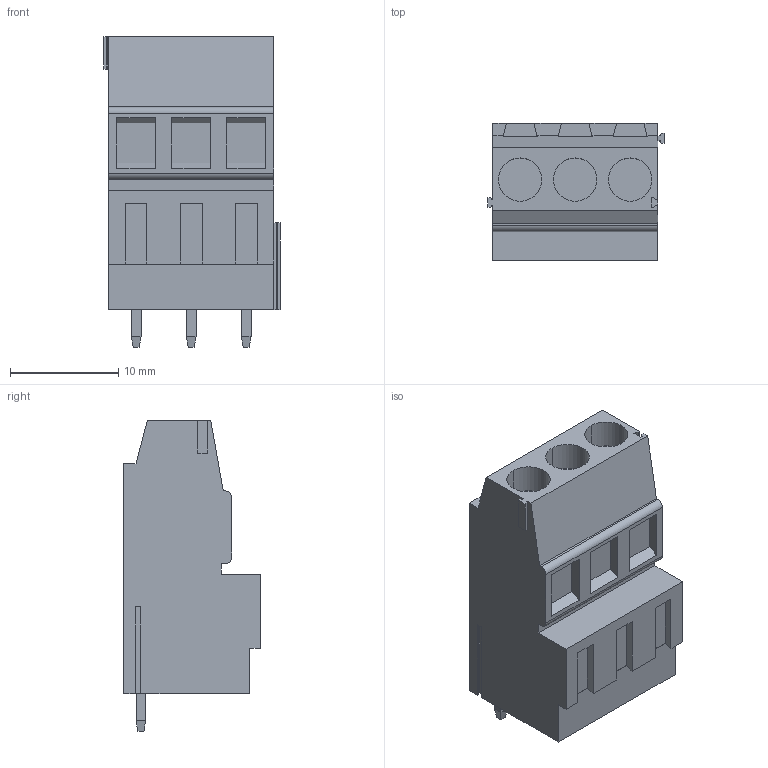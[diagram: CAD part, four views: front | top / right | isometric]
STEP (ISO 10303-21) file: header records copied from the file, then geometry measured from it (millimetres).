
FILE_DESCRIPTION(('CATIA V5 STEP Exchange','CAx-IF Rec.Pracs.--- Model Styling and Organization---1.2---2011-12-15'),'2;1');
FILE_NAME ('D1455680_0_1766310000_1766310000.stp','2018-09-10T15:17:19+00:00',('none'),('Weidmueller'),'CATIA Version 5-6 Release 2014','CATIA V5 STEP AP214','none');
FILE_SCHEMA(('AUTOMOTIVE_DESIGN { 1 0 10303 214 1 1 1 1 }'));
Length unit declared in the file: millimetre
Products named in the file (1): 1766310000
Bounding box: 16.29 x 12.64 x 28.7 mm (x, y, z)
Volume: 3711.6 mm3; surface area: 1996.2 mm2
Topology: 4 solids, 4 shells, 131 faces, 339 edges, 222 vertices
Faces by surface type: plane 123, cylinder 8
Entity records: 3754 total; most frequent: ORIENTED_EDGE 678, CARTESIAN_POINT 659, DIRECTION 533, EDGE_CURVE 339, VECTOR 323, LINE 323, VERTEX_POINT 222, EDGE_LOOP 137
